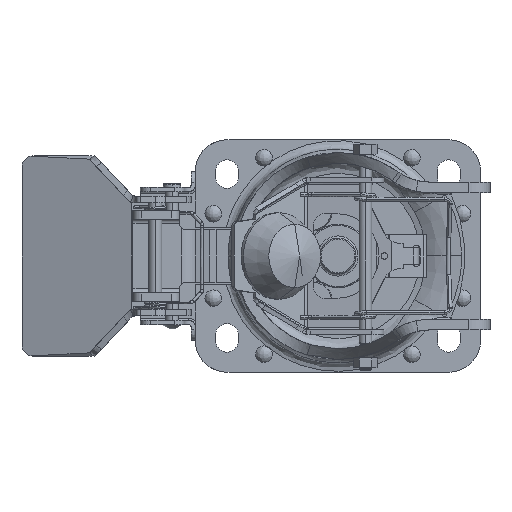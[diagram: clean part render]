
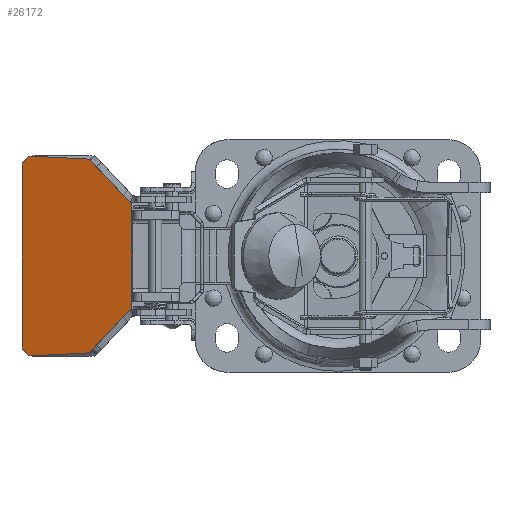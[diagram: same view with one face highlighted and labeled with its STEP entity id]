
A CAD part, front view. The second image highlights one B-rep face of the part: STEP entity #26172.
In plain terms, the highlighted planar face has unit normal (-0.342, -0.94, 0).
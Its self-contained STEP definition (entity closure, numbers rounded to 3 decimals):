
#83 = CARTESIAN_POINT ( 'NONE',  ( -144.601, 43.433, -47.246 ) ) ;
#525 = DIRECTION ( 'NONE',  ( -0.664, 0.242, 0.707 ) ) ;
#612 = VERTEX_POINT ( 'NONE', #22646 ) ;
#630 = VERTEX_POINT ( 'NONE', #41744 ) ;
#1106 = ORIENTED_EDGE ( 'NONE', *, *, #30432, .T. ) ;
#1757 = VECTOR ( 'NONE', #34630, 1000. ) ;
#1846 = VERTEX_POINT ( 'NONE', #37262 ) ;
#2158 = VECTOR ( 'NONE', #525, 1000. ) ;
#2359 = CARTESIAN_POINT ( 'NONE',  ( -146.766, 44.221, -46.817 ) ) ;
#2840 = CARTESIAN_POINT ( 'NONE',  ( -149.014, 45.039, -44.516 ) ) ;
#4295 = ORIENTED_EDGE ( 'NONE', *, *, #5365, .F. ) ;
#4894 = CARTESIAN_POINT ( 'NONE',  ( -149.494, 45.214, 42.907 ) ) ;
#5112 = DIRECTION ( 'NONE',  ( 0., 0., -1. ) ) ;
#5365 = EDGE_CURVE ( 'NONE', #15695, #11931, #23915, .T. ) ;
#5843 = CARTESIAN_POINT ( 'NONE',  ( -148.513, 44.857, 45.364 ) ) ;
#6048 = CARTESIAN_POINT ( 'NONE',  ( -144.921, 43.549, -47.262 ) ) ;
#6293 = CARTESIAN_POINT ( 'NONE',  ( -131.353, 38.611, -46.562 ) ) ;
#6295 = CARTESIAN_POINT ( 'NONE',  ( -145.703, 43.834, -47.167 ) ) ;
#6667 = LINE ( 'NONE', #47598, #31159 ) ;
#6876 = VECTOR ( 'NONE', #30154, 1000. ) ;
#6922 = EDGE_CURVE ( 'NONE', #630, #47574, #44277, .T. ) ;
#7909 = ORIENTED_EDGE ( 'NONE', *, *, #45805, .T. ) ;
#8269 = ORIENTED_EDGE ( 'NONE', *, *, #30462, .T. ) ;
#8845 = VERTEX_POINT ( 'NONE', #33887 ) ;
#9299 = CARTESIAN_POINT ( 'NONE',  ( -144.921, 43.549, 47.262 ) ) ;
#10212 = CARTESIAN_POINT ( 'NONE',  ( -145.858, 43.89, -47.132 ) ) ;
#10259 = CARTESIAN_POINT ( 'NONE',  ( -147.053, 44.325, 46.656 ) ) ;
#11931 = VERTEX_POINT ( 'NONE', #41795 ) ;
#12583 = FACE_OUTER_BOUND ( 'NONE', #13600, .T. ) ;
#13600 = EDGE_LOOP ( 'NONE', ( #7909, #4295, #15289, #1106, #16531, #14797, #27339, #8269, #20012, #35319 ) ) ;
#13640 = CARTESIAN_POINT ( 'NONE',  ( -97.529, 26.3, -25.25 ) ) ;
#13662 = CARTESIAN_POINT ( 'NONE',  ( -146.768, 44.222, 46.807 ) ) ;
#13861 = CARTESIAN_POINT ( 'NONE',  ( -148.776, 44.953, -44.957 ) ) ;
#14012 = DIRECTION ( 'NONE',  ( 0.939, -0.342, -0.048 ) ) ;
#14113 = CARTESIAN_POINT ( 'NONE',  ( -149.526, 45.225, -42.573 ) ) ;
#14160 = CARTESIAN_POINT ( 'NONE',  ( -145.239, 43.665, 47.244 ) ) ;
#14754 = EDGE_CURVE ( 'NONE', #47574, #22291, #6667, .T. ) ;
#14797 = ORIENTED_EDGE ( 'NONE', *, *, #30186, .T. ) ;
#15197 = LINE ( 'NONE', #27229, #2158 ) ;
#15289 = ORIENTED_EDGE ( 'NONE', *, *, #25672, .T. ) ;
#15695 = VERTEX_POINT ( 'NONE', #83 ) ;
#16385 = CARTESIAN_POINT ( 'NONE',  ( -149.024, 45.043, 44.514 ) ) ;
#16531 = ORIENTED_EDGE ( 'NONE', *, *, #42757, .F. ) ;
#16808 = CARTESIAN_POINT ( 'NONE',  ( -148.299, 44.779, -45.632 ) ) ;
#17103 = CARTESIAN_POINT ( 'NONE',  ( -145.871, 43.895, 47.138 ) ) ;
#17572 = CARTESIAN_POINT ( 'NONE',  ( -148.303, 44.78, 45.626 ) ) ;
#17773 = CARTESIAN_POINT ( 'NONE',  ( -149.084, 45.064, -44.365 ) ) ;
#17792 = VECTOR ( 'NONE', #40144, 1000. ) ;
#17824 = CARTESIAN_POINT ( 'NONE',  ( -147.193, 44.376, 46.572 ) ) ;
#19811 = CARTESIAN_POINT ( 'NONE',  ( -149.4, 45.179, 43.4 ) ) ;
#20012 = ORIENTED_EDGE ( 'NONE', *, *, #14754, .F. ) ;
#20136 = PLANE ( 'NONE',  #47370 ) ;
#20974 = CARTESIAN_POINT ( 'NONE',  ( -146.165, 44.002, -47.047 ) ) ;
#21215 = CARTESIAN_POINT ( 'NONE',  ( -146.318, 44.058, -46.996 ) ) ;
#21797 = LINE ( 'NONE', #25221, #17792 ) ;
#22291 = VERTEX_POINT ( 'NONE', #38673 ) ;
#22646 = CARTESIAN_POINT ( 'NONE',  ( -117.66, 33.627, -45.856 ) ) ;
#23269 = CARTESIAN_POINT ( 'NONE',  ( -149.526, 45.225, 42.573 ) ) ;
#23520 = CARTESIAN_POINT ( 'NONE',  ( -117.66, 33.627, -45.856 ) ) ;
#23724 = LINE ( 'NONE', #38653, #31591 ) ;
#23915 = B_SPLINE_CURVE_WITH_KNOTS ( 'NONE', 3,
 ( #39586, #6048, #43776, #6295, #10212, #20974, #21215, #2359, #36182, #25136, #25380, #16808, #47444, #13861, #28836, #2840, #17773, #32755, #47695, #35470, #14113, #37386 ),
 .UNSPECIFIED., .F., .F.,
 ( 4, 2, 2, 2, 2, 2, 2, 2, 2, 2, 4 ),
 ( 0., 0.001, 0.002, 0.002, 0.003, 0.004, 0.005, 0.006, 0.006, 0.007, 0.008 ),
 .UNSPECIFIED. ) ;
#24068 = CARTESIAN_POINT ( 'NONE',  ( -98.026, 26.481, 47.5 ) ) ;
#24283 = EDGE_CURVE ( 'NONE', #1846, #29403, #38023, .T. ) ;
#24492 = CARTESIAN_POINT ( 'NONE',  ( -98.298, 26.58, 25.25 ) ) ;
#24893 = DIRECTION ( 'NONE',  ( 0.939, -0.342, 0.048 ) ) ;
#25136 = CARTESIAN_POINT ( 'NONE',  ( -147.586, 44.519, -46.31 ) ) ;
#25221 = CARTESIAN_POINT ( 'NONE',  ( -97.529, 26.3, 47.5 ) ) ;
#25380 = CARTESIAN_POINT ( 'NONE',  ( -147.841, 44.612, -46.098 ) ) ;
#25672 = EDGE_CURVE ( 'NONE', #15695, #612, #43530, .T. ) ;
#26172 = ADVANCED_FACE ( 'NONE', ( #12583 ), #20136, .T. ) ;
#27229 = CARTESIAN_POINT ( 'NONE',  ( -98.298, 26.58, 25.25 ) ) ;
#27339 = ORIENTED_EDGE ( 'NONE', *, *, #24283, .T. ) ;
#28641 = CARTESIAN_POINT ( 'NONE',  ( -146.623, 44.169, 46.874 ) ) ;
#28836 = CARTESIAN_POINT ( 'NONE',  ( -148.861, 44.983, -44.812 ) ) ;
#29403 = VERTEX_POINT ( 'NONE', #24492 ) ;
#30154 = DIRECTION ( 'NONE',  ( 0.664, -0.242, 0.707 ) ) ;
#30186 = EDGE_CURVE ( 'NONE', #40387, #1846, #21797, .T. ) ;
#30432 = EDGE_CURVE ( 'NONE', #612, #8845, #30662, .T. ) ;
#30462 = EDGE_CURVE ( 'NONE', #29403, #22291, #15197, .T. ) ;
#30493 = DIRECTION ( 'NONE',  ( -0.94, 0.342, 0. ) ) ;
#30662 = LINE ( 'NONE', #23520, #6876 ) ;
#31111 = CARTESIAN_POINT ( 'NONE',  ( -149.267, 45.131, 43.885 ) ) ;
#31159 = VECTOR ( 'NONE', #14012, 1000. ) ;
#31352 = CARTESIAN_POINT ( 'NONE',  ( -148.872, 44.987, 44.809 ) ) ;
#31580 = DIRECTION ( 'NONE',  ( -0.94, 0.342, 0. ) ) ;
#31591 = VECTOR ( 'NONE', #5112, 1000. ) ;
#31829 = CARTESIAN_POINT ( 'NONE',  ( -97.529, 26.3, -25.25 ) ) ;
#32755 = CARTESIAN_POINT ( 'NONE',  ( -149.27, 45.132, -43.901 ) ) ;
#33887 = CARTESIAN_POINT ( 'NONE',  ( -98.298, 26.58, -25.25 ) ) ;
#34630 = DIRECTION ( 'NONE',  ( -0.94, 0.342, 0. ) ) ;
#35319 = ORIENTED_EDGE ( 'NONE', *, *, #6922, .F. ) ;
#35470 = CARTESIAN_POINT ( 'NONE',  ( -149.494, 45.214, -42.91 ) ) ;
#36182 = CARTESIAN_POINT ( 'NONE',  ( -147.05, 44.324, -46.668 ) ) ;
#36230 = CARTESIAN_POINT ( 'NONE',  ( -144.601, 43.433, 47.246 ) ) ;
#37262 = CARTESIAN_POINT ( 'NONE',  ( -97.529, 26.3, 25.25 ) ) ;
#37386 = CARTESIAN_POINT ( 'NONE',  ( -149.526, 45.225, -42.232 ) ) ;
#38023 = LINE ( 'NONE', #41699, #1757 ) ;
#38435 = CARTESIAN_POINT ( 'NONE',  ( -149.526, 45.225, 42.232 ) ) ;
#38653 = CARTESIAN_POINT ( 'NONE',  ( -149.526, 45.225, 0. ) ) ;
#38673 = CARTESIAN_POINT ( 'NONE',  ( -117.66, 33.627, 45.856 ) ) ;
#39586 = CARTESIAN_POINT ( 'NONE',  ( -144.601, 43.433, -47.246 ) ) ;
#40144 = DIRECTION ( 'NONE',  ( 0., 0., 1. ) ) ;
#40387 = VERTEX_POINT ( 'NONE', #13640 ) ;
#41699 = CARTESIAN_POINT ( 'NONE',  ( -97.529, 26.3, 25.25 ) ) ;
#41744 = CARTESIAN_POINT ( 'NONE',  ( -149.526, 45.225, 42.232 ) ) ;
#41795 = CARTESIAN_POINT ( 'NONE',  ( -149.526, 45.225, -42.232 ) ) ;
#42757 = EDGE_CURVE ( 'NONE', #40387, #8845, #43105, .T. ) ;
#42859 = CARTESIAN_POINT ( 'NONE',  ( -147.846, 44.614, 46.093 ) ) ;
#43105 = LINE ( 'NONE', #31829, #45073 ) ;
#43530 = LINE ( 'NONE', #6293, #47304 ) ;
#43581 = CARTESIAN_POINT ( 'NONE',  ( -146.179, 44.007, 47.051 ) ) ;
#43776 = CARTESIAN_POINT ( 'NONE',  ( -145.237, 43.664, -47.244 ) ) ;
#43818 = CARTESIAN_POINT ( 'NONE',  ( -147.597, 44.523, 46.301 ) ) ;
#43934 = CARTESIAN_POINT ( 'NONE',  ( -144.601, 43.433, 47.246 ) ) ;
#44277 = B_SPLINE_CURVE_WITH_KNOTS ( 'NONE', 3,
 ( #38435, #23269, #4894, #19811, #46527, #31111, #46062, #16385, #31352, #5843, #17572, #42859, #43818, #17824, #10259, #13662, #28641, #43581, #17103, #14160, #9299, #36230 ),
 .UNSPECIFIED., .F., .F.,
 ( 4, 2, 2, 2, 2, 2, 2, 2, 2, 2, 4 ),
 ( 0., 0.001, 0.002, 0.002, 0.003, 0.004, 0.005, 0.006, 0.006, 0.007, 0.008 ),
 .UNSPECIFIED. ) ;
#45073 = VECTOR ( 'NONE', #31580, 1000. ) ;
#45645 = DIRECTION ( 'NONE',  ( -0.342, -0.94, 0. ) ) ;
#45805 = EDGE_CURVE ( 'NONE', #630, #11931, #23724, .T. ) ;
#46062 = CARTESIAN_POINT ( 'NONE',  ( -149.211, 45.111, 44.046 ) ) ;
#46527 = CARTESIAN_POINT ( 'NONE',  ( -149.361, 45.165, 43.563 ) ) ;
#47304 = VECTOR ( 'NONE', #24893, 1000. ) ;
#47370 = AXIS2_PLACEMENT_3D ( 'NONE', #24068, #45645, #30493 ) ;
#47444 = CARTESIAN_POINT ( 'NONE',  ( -148.504, 44.853, -45.376 ) ) ;
#47574 = VERTEX_POINT ( 'NONE', #43934 ) ;
#47598 = CARTESIAN_POINT ( 'NONE',  ( -131.353, 38.611, 46.562 ) ) ;
#47695 = CARTESIAN_POINT ( 'NONE',  ( -149.366, 45.167, -43.576 ) ) ;
